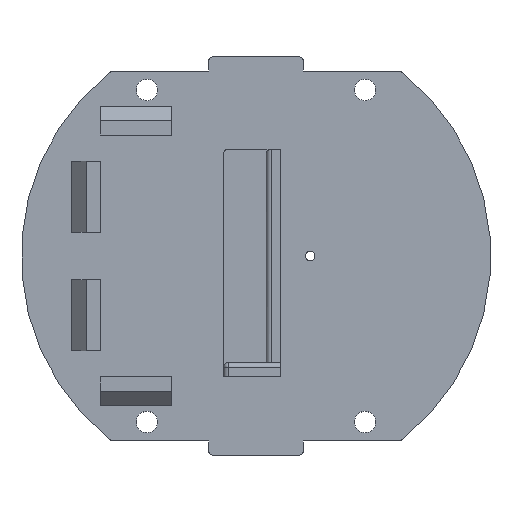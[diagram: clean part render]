
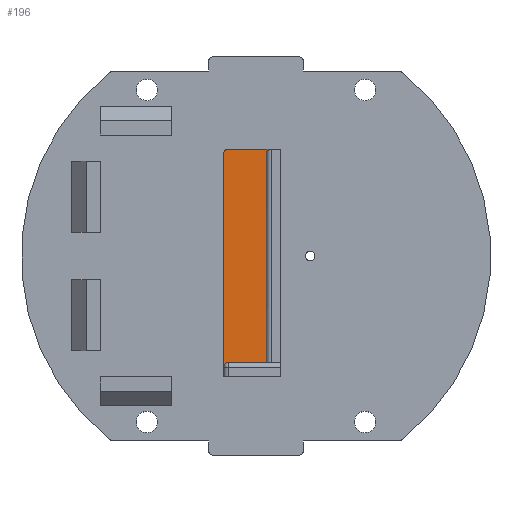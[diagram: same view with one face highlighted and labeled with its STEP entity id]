
A CAD part, top view. The second image highlights one B-rep face of the part: STEP entity #196.
In plain terms, the highlighted face is planar.
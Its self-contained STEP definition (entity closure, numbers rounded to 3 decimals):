
#3 = ORIENTED_EDGE ( 'NONE', *, *, #1074, .T. ) ;
#20 = VERTEX_POINT ( 'NONE', #435 ) ;
#145 = DIRECTION ( 'NONE',  ( 0., 0., -1. ) ) ;
#184 = ORIENTED_EDGE ( 'NONE', *, *, #1332, .T. ) ;
#196 = ADVANCED_FACE ( 'NONE', ( #676 ), #1993, .F. ) ;
#204 = VECTOR ( 'NONE', #984, 1000. ) ;
#222 = CARTESIAN_POINT ( 'NONE',  ( -6.825, -1.25, 21.5 ) ) ;
#228 = VECTOR ( 'NONE', #408, 1000. ) ;
#238 = AXIS2_PLACEMENT_3D ( 'NONE', #1078, #726, #2158 ) ;
#247 = VERTEX_POINT ( 'NONE', #309 ) ;
#261 = DIRECTION ( 'NONE',  ( 0., 1., 0. ) ) ;
#309 = CARTESIAN_POINT ( 'NONE',  ( 2.175, -1.25, 21.5 ) ) ;
#367 = CARTESIAN_POINT ( 'NONE',  ( -5.825, -1.25, 22.5 ) ) ;
#371 = DIRECTION ( 'NONE',  ( 0., 1., 0. ) ) ;
#391 = CIRCLE ( 'NONE', #1533, 1. ) ;
#408 = DIRECTION ( 'NONE',  ( 0., 0., 1. ) ) ;
#435 = CARTESIAN_POINT ( 'NONE',  ( 3.175, -1.25, 22.5 ) ) ;
#451 = CARTESIAN_POINT ( 'NONE',  ( -6.825, -1.25, -23.5 ) ) ;
#474 = CARTESIAN_POINT ( 'NONE',  ( -5.825, -1.25, -23.5 ) ) ;
#580 = VERTEX_POINT ( 'NONE', #222 ) ;
#633 = EDGE_CURVE ( 'NONE', #1031, #790, #1735, .T. ) ;
#634 = CARTESIAN_POINT ( 'NONE',  ( -5.825, -1.25, -22.5 ) ) ;
#676 = FACE_OUTER_BOUND ( 'NONE', #1676, .T. ) ;
#726 = DIRECTION ( 'NONE',  ( 0., 1., 0. ) ) ;
#740 = VERTEX_POINT ( 'NONE', #1311 ) ;
#767 = CARTESIAN_POINT ( 'NONE',  ( 2.175, -1.25, -22.5 ) ) ;
#790 = VERTEX_POINT ( 'NONE', #634 ) ;
#791 = EDGE_CURVE ( 'NONE', #580, #1031, #958, .T. ) ;
#932 = AXIS2_PLACEMENT_3D ( 'NONE', #1155, #2183, #981 ) ;
#953 = DIRECTION ( 'NONE',  ( 0., 0., 1. ) ) ;
#958 = LINE ( 'NONE', #1886, #1081 ) ;
#968 = EDGE_CURVE ( 'NONE', #790, #740, #1127, .T. ) ;
#981 = DIRECTION ( 'NONE',  ( 0., 0., 1. ) ) ;
#984 = DIRECTION ( 'NONE',  ( -1., 0., 0. ) ) ;
#1031 = VERTEX_POINT ( 'NONE', #451 ) ;
#1034 = VECTOR ( 'NONE', #1191, 1000. ) ;
#1074 = EDGE_CURVE ( 'NONE', #247, #20, #391, .T. ) ;
#1078 = CARTESIAN_POINT ( 'NONE',  ( 0., -1.25, 0. ) ) ;
#1081 = VECTOR ( 'NONE', #145, 1000. ) ;
#1127 = LINE ( 'NONE', #1141, #1034 ) ;
#1141 = CARTESIAN_POINT ( 'NONE',  ( -6.825, -1.25, -22.5 ) ) ;
#1146 = CIRCLE ( 'NONE', #932, 1. ) ;
#1155 = CARTESIAN_POINT ( 'NONE',  ( -5.825, -1.25, 21.5 ) ) ;
#1191 = DIRECTION ( 'NONE',  ( 1., 0., 0. ) ) ;
#1195 = EDGE_CURVE ( 'NONE', #2021, #580, #1146, .T. ) ;
#1209 = ORIENTED_EDGE ( 'NONE', *, *, #633, .T. ) ;
#1263 = LINE ( 'NONE', #767, #228 ) ;
#1311 = CARTESIAN_POINT ( 'NONE',  ( 2.175, -1.25, -22.5 ) ) ;
#1332 = EDGE_CURVE ( 'NONE', #740, #247, #1263, .T. ) ;
#1388 = ORIENTED_EDGE ( 'NONE', *, *, #791, .T. ) ;
#1506 = CARTESIAN_POINT ( 'NONE',  ( -6.825, -1.25, 22.5 ) ) ;
#1533 = AXIS2_PLACEMENT_3D ( 'NONE', #1952, #261, #953 ) ;
#1676 = EDGE_LOOP ( 'NONE', ( #2173, #1871, #1388, #1209, #1983, #184, #3 ) ) ;
#1735 = CIRCLE ( 'NONE', #2181, 1. ) ;
#1858 = EDGE_CURVE ( 'NONE', #20, #2021, #1975, .T. ) ;
#1871 = ORIENTED_EDGE ( 'NONE', *, *, #1195, .T. ) ;
#1886 = CARTESIAN_POINT ( 'NONE',  ( -6.825, -1.25, -22.5 ) ) ;
#1952 = CARTESIAN_POINT ( 'NONE',  ( 3.175, -1.25, 21.5 ) ) ;
#1975 = LINE ( 'NONE', #1506, #204 ) ;
#1983 = ORIENTED_EDGE ( 'NONE', *, *, #968, .T. ) ;
#1993 = PLANE ( 'NONE',  #238 ) ;
#2021 = VERTEX_POINT ( 'NONE', #367 ) ;
#2044 = DIRECTION ( 'NONE',  ( 0., 0., 1. ) ) ;
#2158 = DIRECTION ( 'NONE',  ( 0., 0., 1. ) ) ;
#2173 = ORIENTED_EDGE ( 'NONE', *, *, #1858, .T. ) ;
#2181 = AXIS2_PLACEMENT_3D ( 'NONE', #474, #371, #2044 ) ;
#2183 = DIRECTION ( 'NONE',  ( 0., -1., 0. ) ) ;
